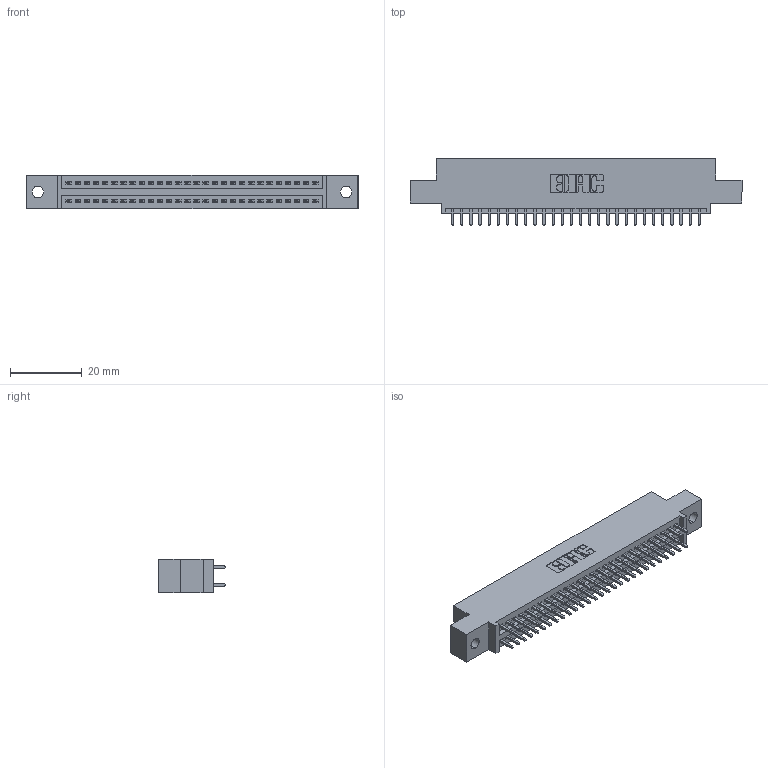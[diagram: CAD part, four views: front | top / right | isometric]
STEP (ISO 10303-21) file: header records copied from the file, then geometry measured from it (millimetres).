
FILE_DESCRIPTION (( 'STEP AP203' ), '1' );
FILE_NAME ('345-056-521-502.STEP', '2019-10-29T21:00:36', ( '' ), ( '' ), 'SwSTEP 2.0', 'SolidWorks 2016', '' );
FILE_SCHEMA (( 'CONFIG_CONTROL_DESIGN' ));
Length unit declared in the file: inch
Products named in the file (3): 345-056-521-502; 345-292-001_345-293-121; 345 Part_0.110 Offset - 0.128 Dia
Assembly tree (57 placements, depth 2):
  345-056-521-502
    345 Part_0.110 Offset - 0.128 Dia
    345-292-001_345-293-121  x56
Bounding box: 92.33 x 18.72 x 9.4 mm (x, y, z)
Volume: 8706.1 mm3; surface area: 12269.2 mm2
Topology: 57 solids, 57 shells, 2930 faces, 8697 edges, 5722 vertices
Faces by surface type: plane 1932, cylinder 998
Entity records: 24007 total; most frequent: CARTESIAN_POINT 4040, ORIENTED_EDGE 3974, DIRECTION 3579, EDGE_CURVE 1987, LINE 1743, VECTOR 1743, VERTEX_POINT 1322, AXIS2_PLACEMENT_3D 918
